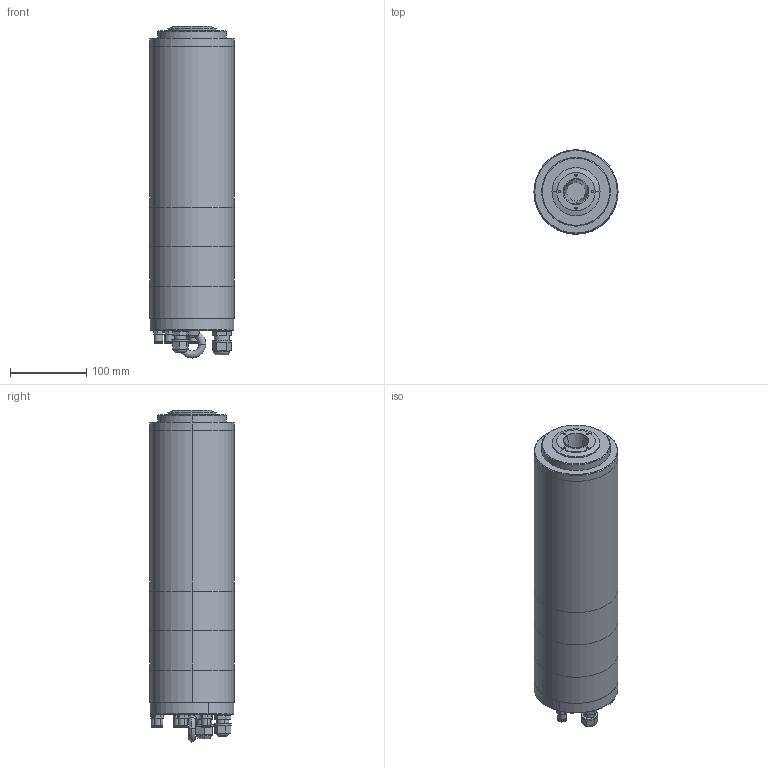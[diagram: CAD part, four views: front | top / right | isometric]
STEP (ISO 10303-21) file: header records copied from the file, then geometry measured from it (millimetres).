
FILE_DESCRIPTION (( 'STEP AP214' ), '1' );
FILE_NAME ('GDL110-30-24Z-4.5-4P.STEP', '2024-07-15T06:14:34', ( '00' ), ( '' ), 'SwSTEP 2.0', 'SolidWorks 2018', '' );
FILE_SCHEMA (( 'AUTOMOTIVE_DESIGN' ));
Length unit declared in the file: millimetre
Products named in the file (12): GDL110-30-24Z气缸2; GDL110綴裔; GDL110-30-24Z-4.5-4P; GDL110-30-24Z气缸1; 籵蚚M10ァ郲_1; 陓瘍羲壽M12; GDL110-30-24Z气缸4; GDL110-30-24Z前螺母; GB 825-88________M8__16(20__).STEP; 萇埭羲壽M16; GDL110-30-24Z气缸3; GDL110-30-24Z儂褲
Assembly tree (15 placements, depth 3):
  GDL110-30-24Z-4.5-4P
    GDL110-30-24Z儂褲
    GDL110-30-24Z前螺母
    GDL110-30-24Z气缸1
    GDL110-30-24Z气缸2
    GDL110-30-24Z气缸3
    GDL110綴裔
      GDL110-30-24Z气缸4
      籵蚚M10ァ郲_1  x5
    萇埭羲壽M16
    陓瘍羲壽M12
    GB 825-88________M8__16(20__).STEP
Bounding box: 110 x 110 x 434.6 mm (x, y, z)
Volume: 3719256.9 mm3; surface area: 275489.4 mm2
Topology: 14 solids, 14 shells, 339 faces, 752 edges, 466 vertices
Faces by surface type: plane 148, cylinder 136, cone 40, bspline 15
Entity records: 11960 total; most frequent: CARTESIAN_POINT 3065, DIRECTION 1290, ORIENTED_EDGE 1084, EDGE_CURVE 542, AXIS2_PLACEMENT_3D 517, VERTEX_POINT 338, EDGE_LOOP 296, UNCERTAINTY_MEASURE_WITH_UNIT 283
